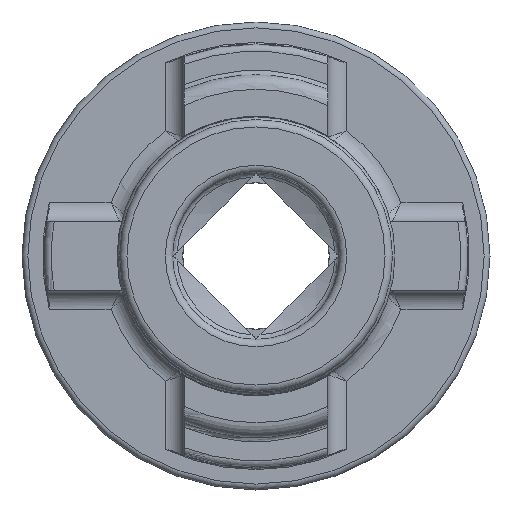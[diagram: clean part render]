
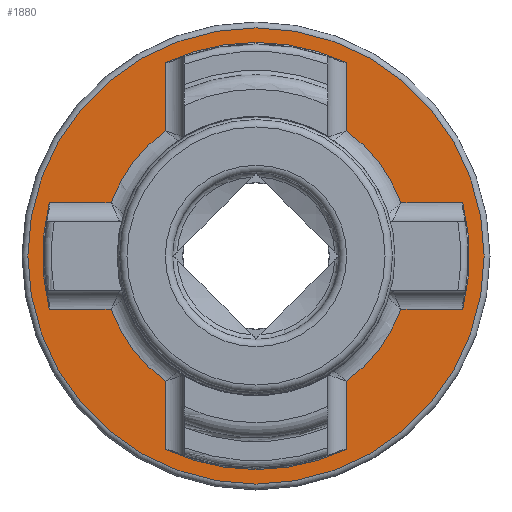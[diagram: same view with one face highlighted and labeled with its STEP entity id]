
A CAD part, left-side view. The second image highlights one B-rep face of the part: STEP entity #1880.
In plain terms, the highlighted planar face has unit normal (-1, 0, 0).
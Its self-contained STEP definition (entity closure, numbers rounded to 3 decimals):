
#4 = LINE ( 'NONE', #1671, #838 ) ;
#5 = CARTESIAN_POINT ( 'NONE',  ( 23.8, 0., 0. ) ) ;
#22 = DIRECTION ( 'NONE',  ( 0., 0., 1. ) ) ;
#108 = VERTEX_POINT ( 'NONE', #5255 ) ;
#112 = CARTESIAN_POINT ( 'NONE',  ( 23.8, 0., 0. ) ) ;
#117 = VERTEX_POINT ( 'NONE', #338 ) ;
#143 = VERTEX_POINT ( 'NONE', #2812 ) ;
#167 = DIRECTION ( 'NONE',  ( 0., -1., 0. ) ) ;
#216 = DIRECTION ( 'NONE',  ( 0., -1., 0. ) ) ;
#218 = ORIENTED_EDGE ( 'NONE', *, *, #2784, .T. ) ;
#232 = LINE ( 'NONE', #1912, #4520 ) ;
#252 = CARTESIAN_POINT ( 'NONE',  ( 23.8, -14.41, 3.65 ) ) ;
#289 = ORIENTED_EDGE ( 'NONE', *, *, #1387, .T. ) ;
#338 = CARTESIAN_POINT ( 'NONE',  ( 23.8, 6.2, -8.548 ) ) ;
#341 = CIRCLE ( 'NONE', #3564, 14.6 ) ;
#370 = EDGE_CURVE ( 'NONE', #2674, #1777, #1284, .T. ) ;
#409 = ORIENTED_EDGE ( 'NONE', *, *, #2287, .T. ) ;
#410 = AXIS2_PLACEMENT_3D ( 'NONE', #3040, #1002, #4674 ) ;
#419 = VERTEX_POINT ( 'NONE', #2367 ) ;
#430 = DIRECTION ( 'NONE',  ( -1., 0., 0. ) ) ;
#488 = DIRECTION ( 'NONE',  ( 0., 0., 1. ) ) ;
#520 = VECTOR ( 'NONE', #1486, 1000. ) ;
#522 = EDGE_CURVE ( 'NONE', #3831, #4925, #1855, .T. ) ;
#578 = EDGE_CURVE ( 'NONE', #5312, #622, #3480, .T. ) ;
#622 = VERTEX_POINT ( 'NONE', #2985 ) ;
#638 = AXIS2_PLACEMENT_3D ( 'NONE', #5244, #3974, #755 ) ;
#657 = LINE ( 'NONE', #1417, #3677 ) ;
#664 = DIRECTION ( 'NONE',  ( -1., 0., 0. ) ) ;
#755 = DIRECTION ( 'NONE',  ( 0., 0., -1. ) ) ;
#756 = DIRECTION ( 'NONE',  ( 1., 0., 0. ) ) ;
#757 = VERTEX_POINT ( 'NONE', #3163 ) ;
#794 = CARTESIAN_POINT ( 'NONE',  ( 23.8, 9.909, 3.65 ) ) ;
#838 = VECTOR ( 'NONE', #4537, 1000. ) ;
#898 = LINE ( 'NONE', #3079, #1539 ) ;
#1002 = DIRECTION ( 'NONE',  ( -1., 0., 0. ) ) ;
#1057 = VERTEX_POINT ( 'NONE', #4797 ) ;
#1060 = ORIENTED_EDGE ( 'NONE', *, *, #370, .T. ) ;
#1070 = EDGE_CURVE ( 'NONE', #3377, #117, #232, .T. ) ;
#1076 = CARTESIAN_POINT ( 'NONE',  ( 23.8, 6.2, 8.548 ) ) ;
#1119 = CARTESIAN_POINT ( 'NONE',  ( 23.8, 6.2, 0. ) ) ;
#1125 = VERTEX_POINT ( 'NONE', #794 ) ;
#1193 = ORIENTED_EDGE ( 'NONE', *, *, #4784, .T. ) ;
#1215 = PLANE ( 'NONE',  #1860 ) ;
#1238 = EDGE_CURVE ( 'NONE', #757, #143, #5163, .T. ) ;
#1284 = LINE ( 'NONE', #1119, #520 ) ;
#1309 = CARTESIAN_POINT ( 'NONE',  ( 23.8, -6.2, -13.753 ) ) ;
#1339 = DIRECTION ( 'NONE',  ( 1., 0., 0. ) ) ;
#1374 = CIRCLE ( 'NONE', #2260, 14.6 ) ;
#1387 = EDGE_CURVE ( 'NONE', #1057, #419, #3090, .T. ) ;
#1400 = LINE ( 'NONE', #1309, #5256 ) ;
#1417 = CARTESIAN_POINT ( 'NONE',  ( 23.8, 14.6, 3.65 ) ) ;
#1474 = CARTESIAN_POINT ( 'NONE',  ( 23.8, 0., 0. ) ) ;
#1478 = EDGE_CURVE ( 'NONE', #3377, #108, #341, .T. ) ;
#1486 = DIRECTION ( 'NONE',  ( 0., 0., 1. ) ) ;
#1534 = AXIS2_PLACEMENT_3D ( 'NONE', #4118, #4052, #4485 ) ;
#1539 = VECTOR ( 'NONE', #2661, 1000. ) ;
#1561 = ORIENTED_EDGE ( 'NONE', *, *, #1238, .F. ) ;
#1609 = CARTESIAN_POINT ( 'NONE',  ( 23.8, 0., 0. ) ) ;
#1645 = ORIENTED_EDGE ( 'NONE', *, *, #1770, .T. ) ;
#1667 = CARTESIAN_POINT ( 'NONE',  ( 23.8, 14.6, 0. ) ) ;
#1671 = CARTESIAN_POINT ( 'NONE',  ( 23.8, -8.957, -3.65 ) ) ;
#1685 = VECTOR ( 'NONE', #1774, 1000. ) ;
#1712 = DIRECTION ( 'NONE',  ( 1., 0., 0. ) ) ;
#1770 = EDGE_CURVE ( 'NONE', #1125, #2674, #5149, .T. ) ;
#1774 = DIRECTION ( 'NONE',  ( 0., 0., -1. ) ) ;
#1777 = VERTEX_POINT ( 'NONE', #3660 ) ;
#1799 = CARTESIAN_POINT ( 'NONE',  ( 23.8, -6.2, 13.218 ) ) ;
#1813 = DIRECTION ( 'NONE',  ( 0., 0., -1. ) ) ;
#1817 = CARTESIAN_POINT ( 'NONE',  ( 23.8, 0., 15.6 ) ) ;
#1839 = AXIS2_PLACEMENT_3D ( 'NONE', #112, #1339, #2560 ) ;
#1855 = CIRCLE ( 'NONE', #2885, 14.6 ) ;
#1860 = AXIS2_PLACEMENT_3D ( 'NONE', #1667, #1712, #4551 ) ;
#1880 = ADVANCED_FACE ( 'NONE', ( #3498, #5283 ), #1215, .F. ) ;
#1912 = CARTESIAN_POINT ( 'NONE',  ( 23.8, 6.2, 0. ) ) ;
#2048 = VERTEX_POINT ( 'NONE', #1817 ) ;
#2260 = AXIS2_PLACEMENT_3D ( 'NONE', #5, #2476, #22 ) ;
#2287 = EDGE_CURVE ( 'NONE', #2619, #143, #5087, .T. ) ;
#2367 = CARTESIAN_POINT ( 'NONE',  ( 23.8, -6.2, -8.548 ) ) ;
#2448 = ORIENTED_EDGE ( 'NONE', *, *, #3457, .T. ) ;
#2476 = DIRECTION ( 'NONE',  ( -1., 0., 0. ) ) ;
#2509 = CARTESIAN_POINT ( 'NONE',  ( 23.8, 6.2, -13.218 ) ) ;
#2560 = DIRECTION ( 'NONE',  ( 0., 0., -1. ) ) ;
#2619 = VERTEX_POINT ( 'NONE', #3029 ) ;
#2661 = DIRECTION ( 'NONE',  ( 0., 1., 0. ) ) ;
#2674 = VERTEX_POINT ( 'NONE', #1076 ) ;
#2741 = AXIS2_PLACEMENT_3D ( 'NONE', #4576, #4992, #3395 ) ;
#2784 = EDGE_CURVE ( 'NONE', #757, #1057, #4, .T. ) ;
#2812 = CARTESIAN_POINT ( 'NONE',  ( 23.8, -14.136, 3.65 ) ) ;
#2885 = AXIS2_PLACEMENT_3D ( 'NONE', #4983, #430, #488 ) ;
#2921 = CARTESIAN_POINT ( 'NONE',  ( 23.8, 9.909, -3.65 ) ) ;
#2985 = CARTESIAN_POINT ( 'NONE',  ( 23.8, -6.2, 8.548 ) ) ;
#3029 = CARTESIAN_POINT ( 'NONE',  ( 23.8, -9.909, 3.65 ) ) ;
#3040 = CARTESIAN_POINT ( 'NONE',  ( 23.8, 0., 0. ) ) ;
#3079 = CARTESIAN_POINT ( 'NONE',  ( 23.8, 14.6, -3.65 ) ) ;
#3090 = CIRCLE ( 'NONE', #2741, 10.56 ) ;
#3125 = EDGE_CURVE ( 'NONE', #3414, #4925, #898, .T. ) ;
#3163 = CARTESIAN_POINT ( 'NONE',  ( 23.8, -14.136, -3.65 ) ) ;
#3377 = VERTEX_POINT ( 'NONE', #2509 ) ;
#3395 = DIRECTION ( 'NONE',  ( 0., 0., -1. ) ) ;
#3414 = VERTEX_POINT ( 'NONE', #2921 ) ;
#3457 = EDGE_CURVE ( 'NONE', #419, #108, #1400, .T. ) ;
#3460 = CARTESIAN_POINT ( 'NONE',  ( 23.8, -6.2, 7.857 ) ) ;
#3480 = LINE ( 'NONE', #3460, #1685 ) ;
#3498 = FACE_BOUND ( 'NONE', #3717, .T. ) ;
#3564 = AXIS2_PLACEMENT_3D ( 'NONE', #1474, #664, #4775 ) ;
#3618 = EDGE_LOOP ( 'NONE', ( #4642 ) ) ;
#3637 = DIRECTION ( 'NONE',  ( 0., 0., 1. ) ) ;
#3659 = CARTESIAN_POINT ( 'NONE',  ( 23.8, 14.136, 3.65 ) ) ;
#3660 = CARTESIAN_POINT ( 'NONE',  ( 23.8, 6.2, 13.218 ) ) ;
#3677 = VECTOR ( 'NONE', #167, 1000. ) ;
#3684 = EDGE_CURVE ( 'NONE', #622, #2619, #3886, .T. ) ;
#3717 = EDGE_LOOP ( 'NONE', ( #1561, #218, #289, #2448, #5151, #4321, #4944, #4937, #4272, #1193, #1645, #1060, #5058, #4597, #4904, #409 ) ) ;
#3831 = VERTEX_POINT ( 'NONE', #3659 ) ;
#3886 = CIRCLE ( 'NONE', #638, 10.56 ) ;
#3887 = CARTESIAN_POINT ( 'NONE',  ( 23.8, 14.136, -3.65 ) ) ;
#3917 = EDGE_CURVE ( 'NONE', #117, #3414, #4652, .T. ) ;
#3922 = VECTOR ( 'NONE', #216, 1000. ) ;
#3974 = DIRECTION ( 'NONE',  ( 1., 0., 0. ) ) ;
#4012 = DIRECTION ( 'NONE',  ( 0., 0., -1. ) ) ;
#4052 = DIRECTION ( 'NONE',  ( -1., 0., 0. ) ) ;
#4114 = CIRCLE ( 'NONE', #410, 15.6 ) ;
#4118 = CARTESIAN_POINT ( 'NONE',  ( 23.8, 0., 0. ) ) ;
#4272 = ORIENTED_EDGE ( 'NONE', *, *, #522, .F. ) ;
#4321 = ORIENTED_EDGE ( 'NONE', *, *, #1070, .T. ) ;
#4335 = EDGE_CURVE ( 'NONE', #5312, #1777, #1374, .T. ) ;
#4447 = AXIS2_PLACEMENT_3D ( 'NONE', #1609, #756, #4012 ) ;
#4485 = DIRECTION ( 'NONE',  ( 0., 0., 1. ) ) ;
#4520 = VECTOR ( 'NONE', #3637, 1000. ) ;
#4537 = DIRECTION ( 'NONE',  ( 0., 1., 0. ) ) ;
#4551 = DIRECTION ( 'NONE',  ( 0., 0., -1. ) ) ;
#4576 = CARTESIAN_POINT ( 'NONE',  ( 23.8, 0., 0. ) ) ;
#4597 = ORIENTED_EDGE ( 'NONE', *, *, #578, .T. ) ;
#4642 = ORIENTED_EDGE ( 'NONE', *, *, #4823, .T. ) ;
#4652 = CIRCLE ( 'NONE', #1839, 10.56 ) ;
#4674 = DIRECTION ( 'NONE',  ( 0., 0., 1. ) ) ;
#4775 = DIRECTION ( 'NONE',  ( 0., 0., 1. ) ) ;
#4784 = EDGE_CURVE ( 'NONE', #3831, #1125, #657, .T. ) ;
#4797 = CARTESIAN_POINT ( 'NONE',  ( 23.8, -9.909, -3.65 ) ) ;
#4823 = EDGE_CURVE ( 'NONE', #2048, #2048, #4114, .T. ) ;
#4904 = ORIENTED_EDGE ( 'NONE', *, *, #3684, .T. ) ;
#4925 = VERTEX_POINT ( 'NONE', #3887 ) ;
#4937 = ORIENTED_EDGE ( 'NONE', *, *, #3125, .T. ) ;
#4944 = ORIENTED_EDGE ( 'NONE', *, *, #3917, .T. ) ;
#4983 = CARTESIAN_POINT ( 'NONE',  ( 23.8, 0., 0. ) ) ;
#4992 = DIRECTION ( 'NONE',  ( 1., 0., 0. ) ) ;
#5058 = ORIENTED_EDGE ( 'NONE', *, *, #4335, .F. ) ;
#5087 = LINE ( 'NONE', #252, #3922 ) ;
#5149 = CIRCLE ( 'NONE', #4447, 10.56 ) ;
#5151 = ORIENTED_EDGE ( 'NONE', *, *, #1478, .F. ) ;
#5163 = CIRCLE ( 'NONE', #1534, 14.6 ) ;
#5244 = CARTESIAN_POINT ( 'NONE',  ( 23.8, 0., 0. ) ) ;
#5255 = CARTESIAN_POINT ( 'NONE',  ( 23.8, -6.2, -13.218 ) ) ;
#5256 = VECTOR ( 'NONE', #1813, 1000. ) ;
#5283 = FACE_OUTER_BOUND ( 'NONE', #3618, .T. ) ;
#5312 = VERTEX_POINT ( 'NONE', #1799 ) ;
